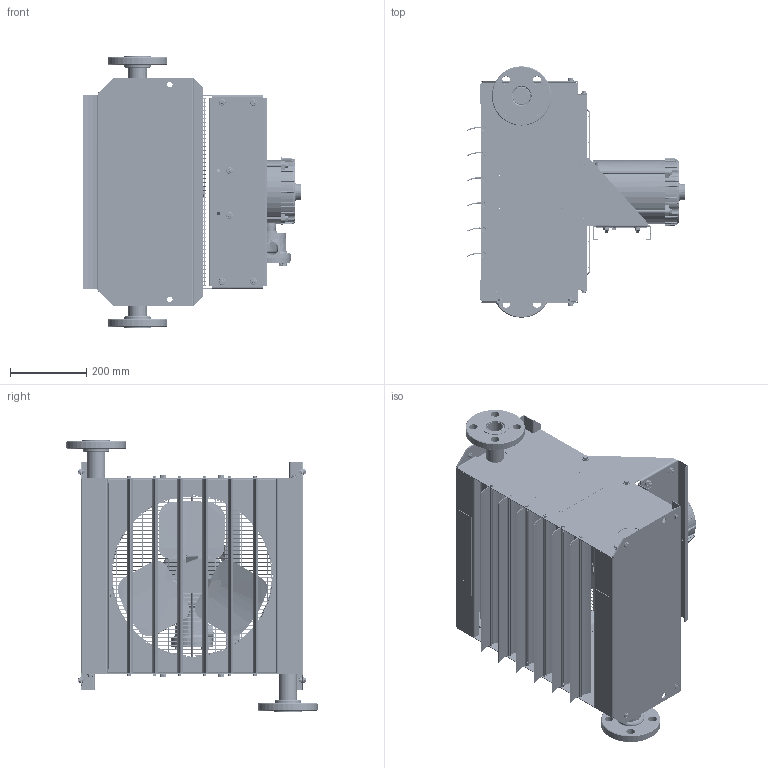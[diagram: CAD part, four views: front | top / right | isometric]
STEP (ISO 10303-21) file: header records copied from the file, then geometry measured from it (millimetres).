
FILE_DESCRIPTION (( 'STEP AP214' ), '1' );
FILE_NAME ('HHP2-16-GA-Class 3000 4 bolt flange .STEP', '2018-02-13T21:50:50', ( 'jose' ), ( 'Microsoft' ), 'SwSTEP 2.0', 'SolidWorks 2018', '' );
FILE_SCHEMA (( 'AUTOMOTIVE_DESIGN' ));
Length unit declared in the file: inch
Products named in the file (1): HHP2-16-GA-Class 3000 4 bolt flange 
Bounding box: 572.6 x 658.58 x 711.2 mm (x, y, z)
Surface area: 4084939.3 mm2 (no closed solid volume)
Topology: 0 solids, 466 shells, 3120 faces, 10390 edges, 7344 vertices
Faces by surface type: cylinder 1063, plane 1019, cone 491, torus 440, bspline 101, sphere 6
Entity records: 169725 total; most frequent: CARTESIAN_POINT 41341, DIRECTION 18812, ORIENTED_EDGE 15881, EDGE_CURVE 10388, AXIS2_PLACEMENT_3D 7452, VERTEX_POINT 7344, CIRCLE 4432, LINE 3908
